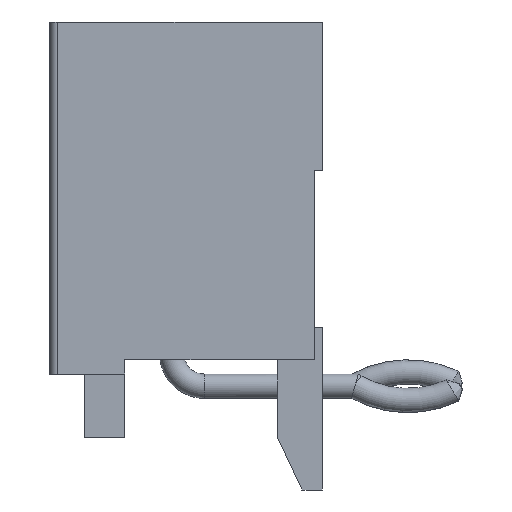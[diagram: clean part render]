
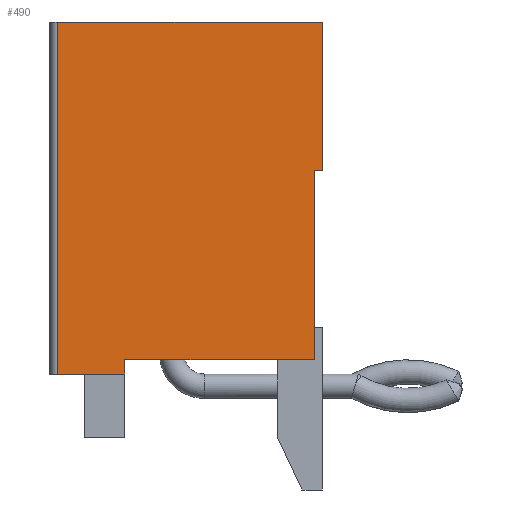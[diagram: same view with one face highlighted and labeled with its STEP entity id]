
A CAD part, left-side view. The second image highlights one B-rep face of the part: STEP entity #490.
In plain terms, the highlighted planar face has unit normal (-1, 0, 0).
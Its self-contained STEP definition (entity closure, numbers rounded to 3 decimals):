
#490=ADVANCED_FACE('',(#949),#950,.T.);
#949=FACE_OUTER_BOUND('',#1533,.T.);
#950=PLANE('',#1534);
#1533=EDGE_LOOP('',(#3654,#3655,#3656,#3657,#3658,#3659,#3660,#3661));
#1534=AXIS2_PLACEMENT_3D('',#3662,#3663,#3664);
#3654=ORIENTED_EDGE('',*,*,#4788,.T.);
#3655=ORIENTED_EDGE('',*,*,#4812,.T.);
#3656=ORIENTED_EDGE('',*,*,#5073,.T.);
#3657=ORIENTED_EDGE('',*,*,#5204,.T.);
#3658=ORIENTED_EDGE('',*,*,#5216,.F.);
#3659=ORIENTED_EDGE('',*,*,#5233,.T.);
#3660=ORIENTED_EDGE('',*,*,#5031,.F.);
#3661=ORIENTED_EDGE('',*,*,#5243,.T.);
#3662=CARTESIAN_POINT('',(-7.45,3.35,-4.325));
#3663=DIRECTION('',(-1.0,0.0,0.0));
#3664=DIRECTION('',(0.0,0.0,1.0));
#4788=EDGE_CURVE('',#5535,#5533,#5536,.T.);
#4812=EDGE_CURVE('',#5533,#5579,#5581,.T.);
#5031=EDGE_CURVE('',#5950,#5952,#5953,.T.);
#5073=EDGE_CURVE('',#5579,#6031,#6033,.T.);
#5204=EDGE_CURVE('',#6031,#6267,#6269,.T.);
#5216=EDGE_CURVE('',#6282,#6267,#6285,.T.);
#5233=EDGE_CURVE('',#6282,#5952,#6311,.T.);
#5243=EDGE_CURVE('',#5950,#5535,#6321,.T.);
#5533=VERTEX_POINT('',#6773);
#5535=VERTEX_POINT('',#6776);
#5536=LINE('',#6777,#6778);
#5579=VERTEX_POINT('',#6841);
#5581=LINE('',#6844,#6845);
#5950=VERTEX_POINT('',#7403);
#5952=VERTEX_POINT('',#7405);
#5953=LINE('',#7406,#7407);
#6031=VERTEX_POINT('',#7524);
#6033=LINE('',#7527,#7528);
#6267=VERTEX_POINT('',#8013);
#6269=LINE('',#8016,#8017);
#6282=VERTEX_POINT('',#8040);
#6285=LINE('',#8044,#8045);
#6311=LINE('',#8087,#8088);
#6321=LINE('',#8107,#8108);
#6773=CARTESIAN_POINT('',(-7.45,1.5,-4.325));
#6776=CARTESIAN_POINT('',(-7.45,3.15,-4.325));
#6777=CARTESIAN_POINT('',(-7.45,3.15,-4.325));
#6778=VECTOR('',#9087,1.65);
#6841=CARTESIAN_POINT('',(-7.45,1.5,-3.975));
#6844=CARTESIAN_POINT('',(-7.45,1.5,-4.325));
#6845=VECTOR('',#9115,0.35);
#7403=CARTESIAN_POINT('',(-7.45,3.15,4.325));
#7405=CARTESIAN_POINT('',(-7.45,-3.35,4.325));
#7406=CARTESIAN_POINT('',(-7.45,3.15,4.325));
#7407=VECTOR('',#9392,6.5);
#7524=CARTESIAN_POINT('',(-7.45,-3.15,-3.975));
#7527=CARTESIAN_POINT('',(-7.45,1.5,-3.975));
#7528=VECTOR('',#9436,4.65);
#8013=CARTESIAN_POINT('',(-7.45,-3.15,0.675));
#8016=CARTESIAN_POINT('',(-7.45,-3.15,-3.975));
#8017=VECTOR('',#9557,4.65);
#8040=CARTESIAN_POINT('',(-7.45,-3.35,0.675));
#8044=CARTESIAN_POINT('',(-7.45,-3.35,0.675));
#8045=VECTOR('',#9569,0.2);
#8087=CARTESIAN_POINT('',(-7.45,-3.35,0.675));
#8088=VECTOR('',#9586,3.65);
#8107=CARTESIAN_POINT('',(-7.45,3.15,4.325));
#8108=VECTOR('',#9596,8.65);
#9087=DIRECTION('',(0.0,-1.0,0.0));
#9115=DIRECTION('',(0.0,0.0,1.0));
#9392=DIRECTION('',(0.0,-1.0,0.0));
#9436=DIRECTION('',(0.0,-1.0,0.0));
#9557=DIRECTION('',(0.0,0.0,1.0));
#9569=DIRECTION('',(0.0,1.0,0.0));
#9586=DIRECTION('',(0.0,0.0,1.0));
#9596=DIRECTION('',(0.0,0.0,-1.0));
